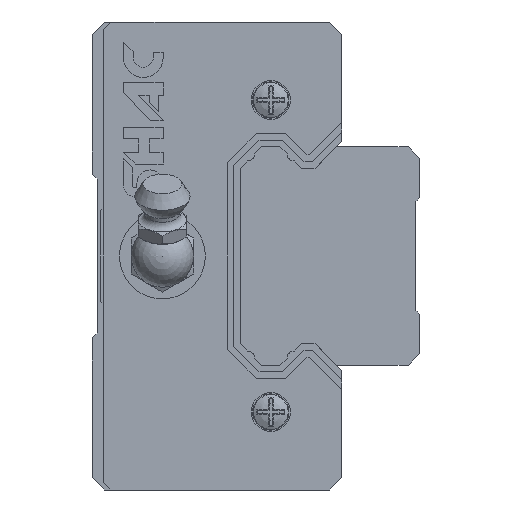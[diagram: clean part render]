
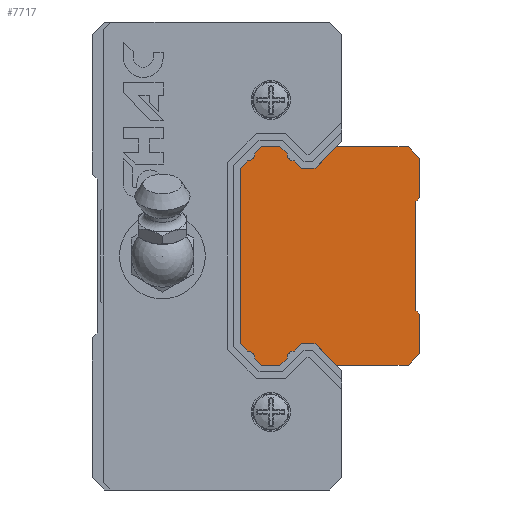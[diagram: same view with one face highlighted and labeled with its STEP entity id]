
A CAD part, left-side view. The second image highlights one B-rep face of the part: STEP entity #7717.
In plain terms, the highlighted planar face has unit normal (-1, 0, 0).
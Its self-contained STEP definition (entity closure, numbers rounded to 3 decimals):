
#136=CIRCLE('',#8210,0.895);
#140=CIRCLE('',#8230,0.895);
#142=CIRCLE('',#8236,0.895);
#150=CIRCLE('',#8248,0.895);
#533=ORIENTED_EDGE('',*,*,#2582,.F.);
#534=ORIENTED_EDGE('',*,*,#2709,.T.);
#535=ORIENTED_EDGE('',*,*,#2706,.F.);
#536=ORIENTED_EDGE('',*,*,#2660,.F.);
#537=ORIENTED_EDGE('',*,*,#2657,.F.);
#538=ORIENTED_EDGE('',*,*,#2654,.T.);
#539=ORIENTED_EDGE('',*,*,#2651,.F.);
#540=ORIENTED_EDGE('',*,*,#2648,.F.);
#541=ORIENTED_EDGE('',*,*,#2645,.F.);
#542=ORIENTED_EDGE('',*,*,#2642,.T.);
#543=ORIENTED_EDGE('',*,*,#2639,.F.);
#544=ORIENTED_EDGE('',*,*,#2636,.F.);
#545=ORIENTED_EDGE('',*,*,#2633,.F.);
#546=ORIENTED_EDGE('',*,*,#2630,.F.);
#547=ORIENTED_EDGE('',*,*,#2627,.F.);
#548=ORIENTED_EDGE('',*,*,#2624,.F.);
#549=ORIENTED_EDGE('',*,*,#2621,.F.);
#550=ORIENTED_EDGE('',*,*,#2618,.F.);
#551=ORIENTED_EDGE('',*,*,#2613,.F.);
#552=ORIENTED_EDGE('',*,*,#2610,.F.);
#553=ORIENTED_EDGE('',*,*,#2607,.F.);
#554=ORIENTED_EDGE('',*,*,#2604,.F.);
#555=ORIENTED_EDGE('',*,*,#2601,.F.);
#556=ORIENTED_EDGE('',*,*,#2598,.F.);
#557=ORIENTED_EDGE('',*,*,#2595,.F.);
#558=ORIENTED_EDGE('',*,*,#2592,.T.);
#559=ORIENTED_EDGE('',*,*,#2589,.F.);
#560=ORIENTED_EDGE('',*,*,#2586,.F.);
#2582=EDGE_CURVE('',#3699,#3700,#4456,.T.);
#2586=EDGE_CURVE('',#3700,#3703,#4460,.T.);
#2589=EDGE_CURVE('',#3703,#3705,#4463,.T.);
#2592=EDGE_CURVE('',#3707,#3705,#136,.T.);
#2595=EDGE_CURVE('',#3707,#3709,#4467,.T.);
#2598=EDGE_CURVE('',#3709,#3711,#4470,.T.);
#2601=EDGE_CURVE('',#3711,#3713,#4473,.T.);
#2604=EDGE_CURVE('',#3713,#3715,#4476,.T.);
#2607=EDGE_CURVE('',#3715,#3717,#4479,.T.);
#2610=EDGE_CURVE('',#3717,#3719,#4482,.T.);
#2613=EDGE_CURVE('',#3719,#3721,#4485,.T.);
#2618=EDGE_CURVE('',#3721,#3725,#4488,.T.);
#2621=EDGE_CURVE('',#3725,#3727,#4491,.T.);
#2624=EDGE_CURVE('',#3727,#3729,#4494,.T.);
#2627=EDGE_CURVE('',#3729,#3731,#4497,.T.);
#2630=EDGE_CURVE('',#3731,#3733,#4500,.T.);
#2633=EDGE_CURVE('',#3733,#3735,#4503,.T.);
#2636=EDGE_CURVE('',#3735,#3737,#4506,.T.);
#2639=EDGE_CURVE('',#3737,#3739,#4509,.T.);
#2642=EDGE_CURVE('',#3741,#3739,#140,.T.);
#2645=EDGE_CURVE('',#3741,#3743,#4513,.T.);
#2648=EDGE_CURVE('',#3743,#3745,#4516,.T.);
#2651=EDGE_CURVE('',#3745,#3747,#4519,.T.);
#2654=EDGE_CURVE('',#3749,#3747,#142,.T.);
#2657=EDGE_CURVE('',#3749,#3751,#4523,.T.);
#2660=EDGE_CURVE('',#3751,#3753,#4526,.T.);
#2706=EDGE_CURVE('',#3753,#3798,#4566,.T.);
#2709=EDGE_CURVE('',#3699,#3798,#150,.T.);
#3699=VERTEX_POINT('',#10951);
#3700=VERTEX_POINT('',#10952);
#3703=VERTEX_POINT('',#10960);
#3705=VERTEX_POINT('',#10966);
#3707=VERTEX_POINT('',#10972);
#3709=VERTEX_POINT('',#10978);
#3711=VERTEX_POINT('',#10984);
#3713=VERTEX_POINT('',#10990);
#3715=VERTEX_POINT('',#10996);
#3717=VERTEX_POINT('',#11002);
#3719=VERTEX_POINT('',#11008);
#3721=VERTEX_POINT('',#11014);
#3725=VERTEX_POINT('',#11024);
#3727=VERTEX_POINT('',#11030);
#3729=VERTEX_POINT('',#11036);
#3731=VERTEX_POINT('',#11042);
#3733=VERTEX_POINT('',#11048);
#3735=VERTEX_POINT('',#11054);
#3737=VERTEX_POINT('',#11060);
#3739=VERTEX_POINT('',#11066);
#3741=VERTEX_POINT('',#11072);
#3743=VERTEX_POINT('',#11078);
#3745=VERTEX_POINT('',#11084);
#3747=VERTEX_POINT('',#11090);
#3749=VERTEX_POINT('',#11096);
#3751=VERTEX_POINT('',#11102);
#3753=VERTEX_POINT('',#11108);
#3798=VERTEX_POINT('',#11200);
#4456=LINE('',#10950,#5390);
#4460=LINE('',#10959,#5394);
#4463=LINE('',#10965,#5397);
#4467=LINE('',#10977,#5401);
#4470=LINE('',#10983,#5404);
#4473=LINE('',#10989,#5407);
#4476=LINE('',#10995,#5410);
#4479=LINE('',#11001,#5413);
#4482=LINE('',#11007,#5416);
#4485=LINE('',#11013,#5419);
#4488=LINE('',#11023,#5422);
#4491=LINE('',#11029,#5425);
#4494=LINE('',#11035,#5428);
#4497=LINE('',#11041,#5431);
#4500=LINE('',#11047,#5434);
#4503=LINE('',#11053,#5437);
#4506=LINE('',#11059,#5440);
#4509=LINE('',#11065,#5443);
#4513=LINE('',#11077,#5447);
#4516=LINE('',#11083,#5450);
#4519=LINE('',#11089,#5453);
#4523=LINE('',#11101,#5457);
#4526=LINE('',#11107,#5460);
#4566=LINE('',#11199,#5500);
#5390=VECTOR('',#8812,1000.);
#5394=VECTOR('',#8818,1000.);
#5397=VECTOR('',#8823,1000.);
#5401=VECTOR('',#8835,1000.);
#5404=VECTOR('',#8840,1000.);
#5407=VECTOR('',#8845,1000.);
#5410=VECTOR('',#8850,1000.);
#5413=VECTOR('',#8855,1000.);
#5416=VECTOR('',#8860,1000.);
#5419=VECTOR('',#8865,1000.);
#5422=VECTOR('',#8874,1000.);
#5425=VECTOR('',#8879,1000.);
#5428=VECTOR('',#8884,1000.);
#5431=VECTOR('',#8889,1000.);
#5434=VECTOR('',#8894,1000.);
#5437=VECTOR('',#8899,1000.);
#5440=VECTOR('',#8904,1000.);
#5443=VECTOR('',#8909,1000.);
#5447=VECTOR('',#8921,1000.);
#5450=VECTOR('',#8926,1000.);
#5453=VECTOR('',#8931,1000.);
#5457=VECTOR('',#8943,1000.);
#5460=VECTOR('',#8948,1000.);
#5500=VECTOR('',#9002,1000.);
#6359=EDGE_LOOP('',(#533,#534,#535,#536,#537,#538,#539,#540,#541,#542,#543,
#544,#545,#546,#547,#548,#549,#550,#551,#552,#553,#554,#555,#556,#557,#558,
#559,#560));
#6865=FACE_BOUND('',#6359,.T.);
#7361=PLANE('',#8251);
#7717=ADVANCED_FACE('',(#6865),#7361,.F.);
#8210=AXIS2_PLACEMENT_3D('',#10971,#8828,#8829);
#8230=AXIS2_PLACEMENT_3D('',#11071,#8914,#8915);
#8236=AXIS2_PLACEMENT_3D('',#11095,#8936,#8937);
#8248=AXIS2_PLACEMENT_3D('',#11205,#9007,#9008);
#8251=AXIS2_PLACEMENT_3D('',#11208,#9013,#9014);
#8812=DIRECTION('',(0.,-0.707,0.707));
#8818=DIRECTION('',(0.,-1.,0.));
#8823=DIRECTION('',(0.,-0.707,-0.707));
#8828=DIRECTION('',(1.,0.,0.));
#8829=DIRECTION('',(0.,0.,-1.));
#8835=DIRECTION('',(0.,-0.707,-0.707));
#8840=DIRECTION('',(0.,-1.,0.));
#8845=DIRECTION('',(0.,-0.707,0.707));
#8850=DIRECTION('',(0.,-1.,0.));
#8855=DIRECTION('',(0.,-0.707,-0.707));
#8860=DIRECTION('',(0.,0.,-1.));
#8865=DIRECTION('',(0.,0.707,-0.707));
#8874=DIRECTION('',(0.,0.,-1.));
#8879=DIRECTION('',(0.,-0.707,-0.707));
#8884=DIRECTION('',(0.,0.,-1.));
#8889=DIRECTION('',(0.,0.707,-0.707));
#8894=DIRECTION('',(0.,1.,0.));
#8899=DIRECTION('',(0.,0.707,0.707));
#8904=DIRECTION('',(0.,1.,0.));
#8909=DIRECTION('',(0.,0.707,-0.707));
#8914=DIRECTION('',(1.,0.,0.));
#8915=DIRECTION('',(0.,0.,-1.));
#8921=DIRECTION('',(0.,0.707,-0.707));
#8926=DIRECTION('',(0.,1.,0.));
#8931=DIRECTION('',(0.,0.707,0.707));
#8936=DIRECTION('',(1.,0.,0.));
#8937=DIRECTION('',(0.,0.,-1.));
#8943=DIRECTION('',(0.,0.707,0.707));
#8948=DIRECTION('',(0.,0.,1.));
#9002=DIRECTION('',(0.,-0.707,0.707));
#9007=DIRECTION('',(1.,0.,0.));
#9008=DIRECTION('',(0.,0.,-1.));
#9013=DIRECTION('',(1.,0.,0.));
#9014=DIRECTION('',(0.,0.,-1.));
#10950=CARTESIAN_POINT('',(-75.,21.18,13.09));
#10951=CARTESIAN_POINT('',(-75.,21.18,13.09));
#10952=CARTESIAN_POINT('',(-75.,20.27,14.));
#10959=CARTESIAN_POINT('',(-75.,20.27,14.));
#10960=CARTESIAN_POINT('',(-75.,17.93,14.));
#10965=CARTESIAN_POINT('',(-75.,17.93,14.));
#10966=CARTESIAN_POINT('',(-75.,17.02,13.09));
#10971=CARTESIAN_POINT('',(-75.,16.125,13.075));
#10972=CARTESIAN_POINT('',(-75.,16.11,12.18));
#10977=CARTESIAN_POINT('',(-75.,16.11,12.18));
#10978=CARTESIAN_POINT('',(-75.,15.2,11.27));
#10983=CARTESIAN_POINT('',(-75.,15.2,11.27));
#10984=CARTESIAN_POINT('',(-75.,13.43,11.27));
#10989=CARTESIAN_POINT('',(-75.,13.43,11.27));
#10990=CARTESIAN_POINT('',(-75.,10.7,14.));
#10995=CARTESIAN_POINT('',(-75.,10.7,14.));
#10996=CARTESIAN_POINT('',(-75.,1.5,14.));
#11001=CARTESIAN_POINT('',(-75.,1.5,14.));
#11002=CARTESIAN_POINT('',(-75.,0.,12.5));
#11007=CARTESIAN_POINT('',(-75.,0.,12.5));
#11008=CARTESIAN_POINT('',(-75.,0.,7.5));
#11013=CARTESIAN_POINT('',(-75.,0.,7.5));
#11014=CARTESIAN_POINT('',(-75.,0.5,7.));
#11023=CARTESIAN_POINT('',(-75.,0.5,7.));
#11024=CARTESIAN_POINT('',(-75.,0.5,-7.));
#11029=CARTESIAN_POINT('',(-75.,0.5,-7.));
#11030=CARTESIAN_POINT('',(-75.,0.,-7.5));
#11035=CARTESIAN_POINT('',(-75.,0.,-7.5));
#11036=CARTESIAN_POINT('',(-75.,0.,-12.5));
#11041=CARTESIAN_POINT('',(-75.,0.,-12.5));
#11042=CARTESIAN_POINT('',(-75.,1.5,-14.));
#11047=CARTESIAN_POINT('',(-75.,1.5,-14.));
#11048=CARTESIAN_POINT('',(-75.,10.7,-14.));
#11053=CARTESIAN_POINT('',(-75.,10.7,-14.));
#11054=CARTESIAN_POINT('',(-75.,13.43,-11.27));
#11059=CARTESIAN_POINT('',(-75.,13.43,-11.27));
#11060=CARTESIAN_POINT('',(-75.,15.2,-11.27));
#11065=CARTESIAN_POINT('',(-75.,15.2,-11.27));
#11066=CARTESIAN_POINT('',(-75.,16.11,-12.18));
#11071=CARTESIAN_POINT('',(-75.,16.125,-13.075));
#11072=CARTESIAN_POINT('',(-75.,17.02,-13.09));
#11077=CARTESIAN_POINT('',(-75.,17.02,-13.09));
#11078=CARTESIAN_POINT('',(-75.,17.93,-14.));
#11083=CARTESIAN_POINT('',(-75.,17.93,-14.));
#11084=CARTESIAN_POINT('',(-75.,20.27,-14.));
#11089=CARTESIAN_POINT('',(-75.,20.27,-14.));
#11090=CARTESIAN_POINT('',(-75.,21.18,-13.09));
#11095=CARTESIAN_POINT('',(-75.,22.075,-13.075));
#11096=CARTESIAN_POINT('',(-75.,22.09,-12.18));
#11101=CARTESIAN_POINT('',(-75.,22.09,-12.18));
#11102=CARTESIAN_POINT('',(-75.,23.,-11.27));
#11107=CARTESIAN_POINT('',(-75.,23.,-11.27));
#11108=CARTESIAN_POINT('',(-75.,23.,11.27));
#11199=CARTESIAN_POINT('',(-75.,23.,11.27));
#11200=CARTESIAN_POINT('',(-75.,22.09,12.18));
#11205=CARTESIAN_POINT('',(-75.,22.075,13.075));
#11208=CARTESIAN_POINT('',(-75.,16.125,13.075));
